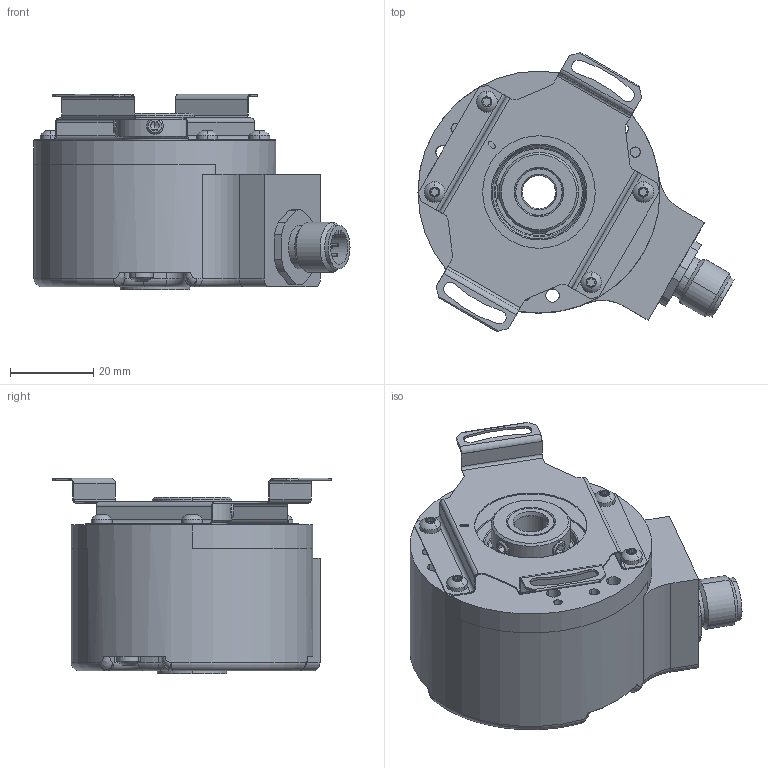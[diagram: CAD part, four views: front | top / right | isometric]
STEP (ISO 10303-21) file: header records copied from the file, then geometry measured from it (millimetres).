
FILE_DESCRIPTION((''),'2;1');
FILE_NAME('586298','2010-10-18T',('se2802'),(''),'PRO/ENGINEER BY PARAMETRIC TECHNOLOGY CORPORATION, 2010180','PRO/ENGINEER BY PARAMETRIC TECHNOLOGY CORPORATION, 2010180','');
FILE_SCHEMA(('CONFIG_CONTROL_DESIGN'));
Length unit declared in the file: millimetre
Products named in the file (1): 586298
Bounding box: 75.77 x 66.89 x 46.9 mm (x, y, z)
Volume: 99042.1 mm3; surface area: 21788.3 mm2
Topology: 1 solids, 2 shells, 561 faces, 1437 edges, 905 vertices
Faces by surface type: cylinder 262, plane 164, cone 62, torus 47, sphere 20, bspline 6
Entity records: 18951 total; most frequent: CARTESIAN_POINT 4846, DIRECTION 3204, ORIENTED_EDGE 2846, EDGE_CURVE 1423, AXIS2_PLACEMENT_3D 1310, VERTEX_POINT 905, CIRCLE 755, EDGE_LOOP 620
